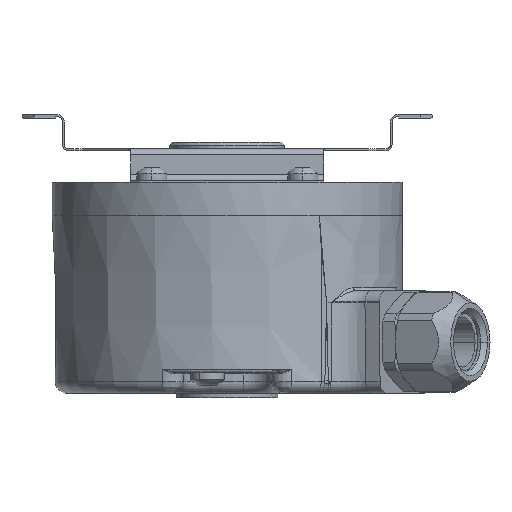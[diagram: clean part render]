
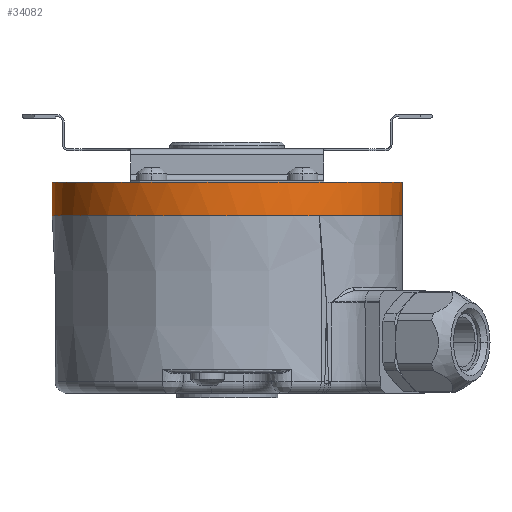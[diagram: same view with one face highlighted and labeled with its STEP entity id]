
A CAD part, front view. The second image highlights one B-rep face of the part: STEP entity #34082.
In plain terms, the highlighted cylindrical face has radius 29 mm (diameter 58 mm), a partial arc.
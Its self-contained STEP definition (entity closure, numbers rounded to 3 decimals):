
#9684=DIRECTION('',(0.,0.,1.));
#9685=VECTOR('',#9684,5.6);
#9686=CARTESIAN_POINT('',(29.,0.,12.4));
#9687=LINE('',#9686,#9685);
#9688=CARTESIAN_POINT('',(0.,0.,12.4));
#9689=DIRECTION('',(0.,0.,1.));
#9690=DIRECTION('',(-1.,0.,0.));
#9691=AXIS2_PLACEMENT_3D('',#9688,#9689,#9690);
#9693=DIRECTION('',(0.,0.,1.));
#9694=VECTOR('',#9693,5.6);
#9695=CARTESIAN_POINT('',(-29.,0.,12.4));
#9696=LINE('',#9695,#9694);
#9697=CARTESIAN_POINT('',(0.,0.,12.4));
#9698=DIRECTION('',(0.,0.,1.));
#9699=DIRECTION('',(1.,-0.029,0.));
#9700=AXIS2_PLACEMENT_3D('',#9697,#9698,#9699);
#9702=CARTESIAN_POINT('',(0.,0.,12.4));
#9703=DIRECTION('',(0.,0.,1.));
#9704=DIRECTION('',(0.525,-0.851,0.));
#9705=AXIS2_PLACEMENT_3D('',#9702,#9703,#9704);
#9712=CARTESIAN_POINT('',(0.,0.,18.));
#9713=DIRECTION('',(0.,0.,1.));
#9714=DIRECTION('',(-1.,0.,0.));
#9715=AXIS2_PLACEMENT_3D('',#9712,#9713,#9714);
#19084=CARTESIAN_POINT('',(29.,0.,18.));
#19085=CARTESIAN_POINT('',(-29.,0.,18.));
#19086=VERTEX_POINT('',#19084);
#19087=VERTEX_POINT('',#19085);
#21958=CARTESIAN_POINT('',(29.,0.,12.4));
#21959=CARTESIAN_POINT('',(-29.,0.,12.4));
#21960=VERTEX_POINT('',#21958);
#21961=VERTEX_POINT('',#21959);
#21962=CARTESIAN_POINT('',(15.228,-24.68,12.4));
#21963=VERTEX_POINT('',#21962);
#21964=CARTESIAN_POINT('',(28.988,-0.848,12.4));
#21965=VERTEX_POINT('',#21964);
#34067=CARTESIAN_POINT('',(0.,0.,0.));
#34068=DIRECTION('',(0.,0.,1.));
#34069=DIRECTION('',(1.,0.,0.));
#34070=AXIS2_PLACEMENT_3D('',#34067,#34068,#34069);
#34071=CYLINDRICAL_SURFACE('',#34070,29.);
#34072=ORIENTED_EDGE('',*,*,#34013,.F.);
#34073=ORIENTED_EDGE('',*,*,#34062,.T.);
#34075=ORIENTED_EDGE('',*,*,#34074,.T.);
#34076=ORIENTED_EDGE('',*,*,#34058,.F.);
#34077=ORIENTED_EDGE('',*,*,#34047,.F.);
#34079=ORIENTED_EDGE('',*,*,#34078,.F.);
#34080=EDGE_LOOP('',(#34072,#34073,#34075,#34076,#34077,#34079));
#34081=FACE_OUTER_BOUND('',#34080,.F.);
#9692=CIRCLE('',#9691,29.);
#9701=CIRCLE('',#9700,29.);
#9706=CIRCLE('',#9705,29.);
#9716=CIRCLE('',#9715,29.);
#34013=EDGE_CURVE('',#21961,#21963,#9692,.T.);
#34047=EDGE_CURVE('',#21965,#21960,#9701,.T.);
#34058=EDGE_CURVE('',#21960,#19086,#9687,.T.);
#34062=EDGE_CURVE('',#21961,#19087,#9696,.T.);
#34074=EDGE_CURVE('',#19087,#19086,#9716,.T.);
#34078=EDGE_CURVE('',#21963,#21965,#9706,.T.);
#34082=ADVANCED_FACE('',(#34081),#34071,.T.);
